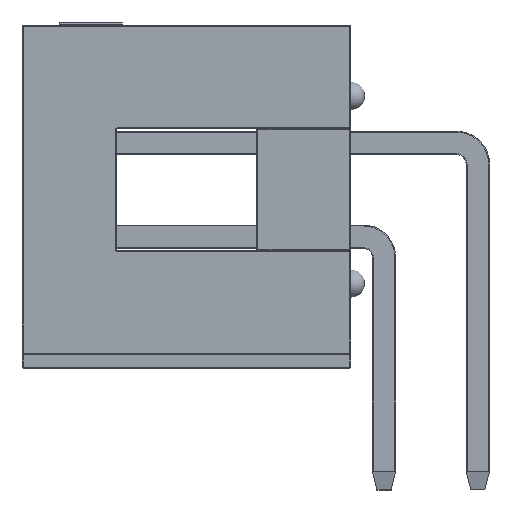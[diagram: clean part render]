
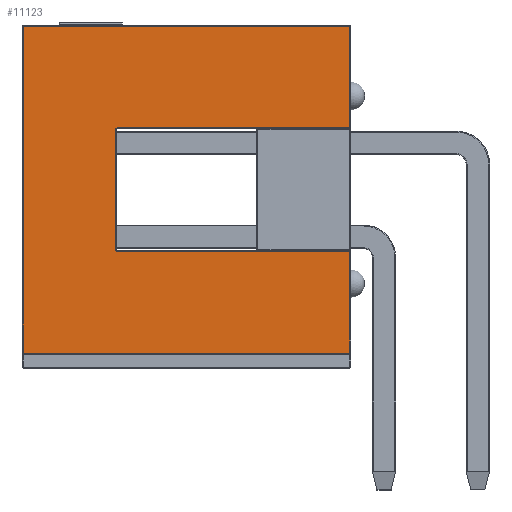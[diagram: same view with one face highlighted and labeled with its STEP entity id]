
A CAD part, front view. The second image highlights one B-rep face of the part: STEP entity #11123.
In plain terms, the highlighted face is planar.
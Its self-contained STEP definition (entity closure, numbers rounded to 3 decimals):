
#659=PLANE('',#12139);
#1244=FACE_OUTER_BOUND('',#1919,.T.);
#1919=EDGE_LOOP('',(#8948,#8949,#8950,#8951,#8952,#8953,#8954,#8955,#8956,
#8957));
#2524=CIRCLE('',#11958,0.051);
#2558=CIRCLE('',#12007,0.051);
#2773=LINE('',#16891,#3902);
#2776=LINE('',#16930,#3905);
#2781=LINE('',#16958,#3910);
#2786=LINE('',#16980,#3915);
#2792=LINE('',#17010,#3921);
#2795=LINE('',#17014,#3924);
#2799=LINE('',#17020,#3928);
#2840=LINE('',#17082,#3969);
#3902=VECTOR('',#13557,10.);
#3905=VECTOR('',#13602,10.);
#3910=VECTOR('',#13635,10.);
#3915=VECTOR('',#13662,10.);
#3921=VECTOR('',#13698,10.);
#3924=VECTOR('',#13703,10.);
#3928=VECTOR('',#13711,10.);
#3969=VECTOR('',#13794,10.);
#5179=VERTEX_POINT('',#16643);
#5211=VERTEX_POINT('',#16827);
#5212=VERTEX_POINT('',#16829);
#5233=VERTEX_POINT('',#16886);
#5245=VERTEX_POINT('',#16921);
#5246=VERTEX_POINT('',#16922);
#5257=VERTEX_POINT('',#16953);
#5261=VERTEX_POINT('',#16973);
#5267=VERTEX_POINT('',#16993);
#5271=VERTEX_POINT('',#17001);
#6349=EDGE_CURVE('',#5211,#5212,#2524,.T.);
#6379=EDGE_CURVE('',#5179,#5233,#2773,.T.);
#6393=EDGE_CURVE('',#5245,#5246,#2558,.T.);
#6397=EDGE_CURVE('',#5246,#5211,#2776,.T.);
#6411=EDGE_CURVE('',#5233,#5257,#2781,.T.);
#6422=EDGE_CURVE('',#5261,#5245,#2786,.T.);
#6437=EDGE_CURVE('',#5267,#5271,#2792,.T.);
#6440=EDGE_CURVE('',#5271,#5261,#2795,.T.);
#6444=EDGE_CURVE('',#5257,#5267,#2799,.T.);
#6485=EDGE_CURVE('',#5212,#5179,#2840,.T.);
#8948=ORIENTED_EDGE('',*,*,#6437,.F.);
#8949=ORIENTED_EDGE('',*,*,#6444,.F.);
#8950=ORIENTED_EDGE('',*,*,#6411,.F.);
#8951=ORIENTED_EDGE('',*,*,#6379,.F.);
#8952=ORIENTED_EDGE('',*,*,#6485,.F.);
#8953=ORIENTED_EDGE('',*,*,#6349,.F.);
#8954=ORIENTED_EDGE('',*,*,#6397,.F.);
#8955=ORIENTED_EDGE('',*,*,#6393,.F.);
#8956=ORIENTED_EDGE('',*,*,#6422,.F.);
#8957=ORIENTED_EDGE('',*,*,#6440,.F.);
#11123=ADVANCED_FACE('',(#1244),#659,.T.);
#11958=AXIS2_PLACEMENT_3D('',#16830,#13484,#13485);
#12007=AXIS2_PLACEMENT_3D('',#16923,#13592,#13593);
#12139=AXIS2_PLACEMENT_3D('',#17609,#14190,#14191);
#13484=DIRECTION('center_axis',(1.,0.,0.));
#13485=DIRECTION('ref_axis',(0.,-0.707,0.707));
#13557=DIRECTION('',(0.,-1.,0.));
#13592=DIRECTION('center_axis',(1.,0.,0.));
#13593=DIRECTION('ref_axis',(0.,0.707,0.707));
#13602=DIRECTION('',(0.,-1.,0.));
#13635=DIRECTION('',(0.,0.,1.));
#13662=DIRECTION('',(0.,0.,1.));
#13698=DIRECTION('',(0.,0.,-1.));
#13703=DIRECTION('',(0.,-1.,0.));
#13711=DIRECTION('',(0.,1.,0.));
#13794=DIRECTION('',(0.,0.,-1.));
#14190=DIRECTION('center_axis',(1.,0.,0.));
#14191=DIRECTION('ref_axis',(0.,1.,0.));
#16643=CARTESIAN_POINT('',(32.385,-1.676,0.025));
#16827=CARTESIAN_POINT('',(32.385,-1.626,6.375));
#16829=CARTESIAN_POINT('',(32.385,-1.676,6.325));
#16830=CARTESIAN_POINT('Origin',(32.385,-1.626,6.325));
#16886=CARTESIAN_POINT('',(32.385,-4.42,0.025));
#16891=CARTESIAN_POINT('',(32.385,-2.223,0.025));
#16921=CARTESIAN_POINT('',(32.385,1.676,6.325));
#16922=CARTESIAN_POINT('',(32.385,1.626,6.375));
#16923=CARTESIAN_POINT('Origin',(32.385,1.626,6.325));
#16930=CARTESIAN_POINT('',(32.385,-3.048,6.375));
#16953=CARTESIAN_POINT('',(32.385,-4.42,8.865));
#16958=CARTESIAN_POINT('',(32.385,-4.42,0.));
#16973=CARTESIAN_POINT('',(32.385,1.676,0.025));
#16980=CARTESIAN_POINT('',(32.385,1.676,3.175));
#16993=CARTESIAN_POINT('',(32.385,4.42,8.865));
#17001=CARTESIAN_POINT('',(32.385,4.42,0.025));
#17010=CARTESIAN_POINT('',(32.385,4.42,0.));
#17014=CARTESIAN_POINT('',(32.385,-2.223,0.025));
#17020=CARTESIAN_POINT('',(32.385,-2.223,8.865));
#17082=CARTESIAN_POINT('',(32.385,-1.676,0.));
#17609=CARTESIAN_POINT('Origin',(32.385,-4.445,0.));
